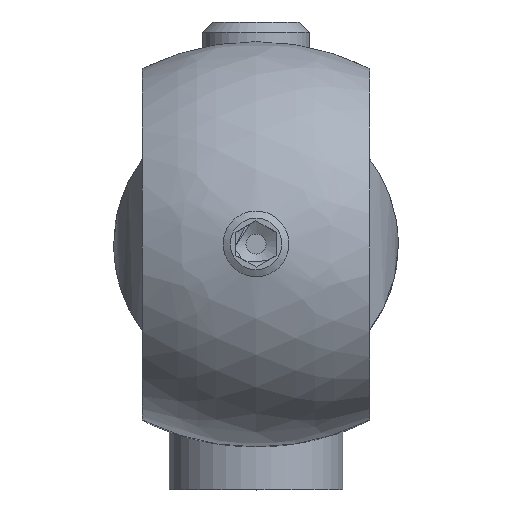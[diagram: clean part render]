
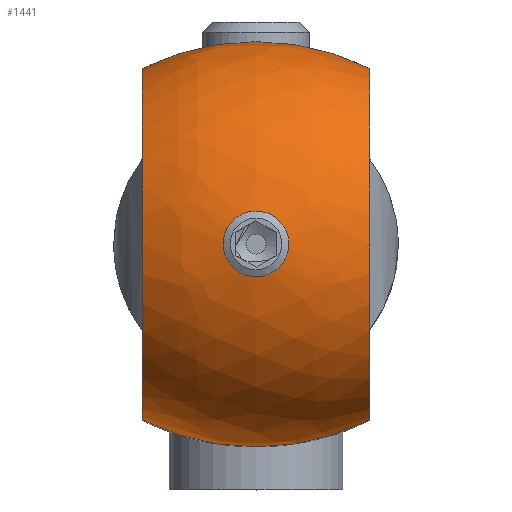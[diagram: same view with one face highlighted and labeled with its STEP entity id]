
A CAD part, top view. The second image highlights one B-rep face of the part: STEP entity #1441.
In plain terms, the highlighted free-form (B-spline) face has degree [2, 2] with [3, 5] control points.
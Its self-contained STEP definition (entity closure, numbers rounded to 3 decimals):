
#114=(
BOUNDED_SURFACE()
B_SPLINE_SURFACE(2,2,((#2854,#2855,#2856,#2857,#2858),(#2859,#2860,#2861,
#2862,#2863),(#2864,#2865,#2866,#2867,#2868)),.UNSPECIFIED.,.F.,.F.,.F.)
B_SPLINE_SURFACE_WITH_KNOTS((3,3),(3,2,3),(-0.464,0.464),
(-1.571,0.,1.571),.UNSPECIFIED.)
GEOMETRIC_REPRESENTATION_ITEM()
RATIONAL_B_SPLINE_SURFACE(((1.,0.707,1.,0.707,1.),
(0.894,0.632,0.894,0.632,
0.894),(1.,0.707,1.,0.707,1.)))
REPRESENTATION_ITEM('')
SURFACE()
);
#144=CIRCLE('',#1688,13.143);
#146=CIRCLE('',#1691,19.);
#147=CIRCLE('',#1692,19.);
#148=CIRCLE('',#1693,13.143);
#370=FACE_BOUND('',#538,.T.);
#401=B_SPLINE_CURVE_WITH_KNOTS('',3,(#2670,#2671,#2672,#2673,#2674,#2675,
#2676,#2677,#2678,#2679,#2680,#2681,#2682,#2683,#2684,#2685,#2686,#2687),
 .UNSPECIFIED.,.F.,.F.,(4,2,2,2,2,2,2,2,4),(-1.548,-1.545,
-1.539,-1.526,-1.466,-1.389,-1.295,
-1.198,-1.161),.UNSPECIFIED.);
#402=B_SPLINE_CURVE_WITH_KNOTS('',3,(#2688,#2689,#2690,#2691,#2692,#2693,
#2694,#2695,#2696,#2697,#2698,#2699,#2700,#2701,#2702,#2703,#2704,#2705,
#2706,#2707,#2708,#2709,#2710,#2711,#2712,#2713,#2714,#2715,#2716,#2717,
#2718,#2719,#2720,#2721,#2722,#2723,#2724,#2725,#2726,#2727,#2728,#2729,
#2730,#2731,#2732,#2733,#2734,#2735),.UNSPECIFIED.,.F.,.F.,(4,2,2,2,2,2,
2,2,2,2,2,2,2,2,2,2,2,2,2,2,2,2,2,4),(-1.161,-1.104,
-1.016,-0.936,-0.865,-0.819,
-0.79,-0.781,-0.775,-0.77,
-0.763,-0.749,-0.665,-0.592,
-0.497,-0.4,-0.307,-0.221,
-0.143,-0.075,-0.033,-0.013,
-0.005,0.),.UNSPECIFIED.);
#446=FACE_OUTER_BOUND('',#537,.T.);
#537=EDGE_LOOP('',(#1138,#1139,#1140,#1141));
#538=EDGE_LOOP('',(#1142,#1143));
#648=VERTEX_POINT('',#2667);
#649=VERTEX_POINT('',#2669);
#663=VERTEX_POINT('',#2803);
#664=VERTEX_POINT('',#2805);
#666=VERTEX_POINT('',#2812);
#669=VERTEX_POINT('',#2869);
#819=EDGE_CURVE('',#649,#648,#401,.T.);
#820=EDGE_CURVE('',#648,#649,#402,.T.);
#836=EDGE_CURVE('',#663,#664,#144,.T.);
#841=EDGE_CURVE('',#663,#666,#146,.T.);
#844=EDGE_CURVE('',#664,#669,#147,.T.);
#845=EDGE_CURVE('',#669,#666,#148,.T.);
#1138=ORIENTED_EDGE('',*,*,#844,.F.);
#1139=ORIENTED_EDGE('',*,*,#836,.F.);
#1140=ORIENTED_EDGE('',*,*,#841,.T.);
#1141=ORIENTED_EDGE('',*,*,#845,.F.);
#1142=ORIENTED_EDGE('',*,*,#819,.T.);
#1143=ORIENTED_EDGE('',*,*,#820,.T.);
#1441=ADVANCED_FACE('',(#446,#370),#114,.F.);
#1688=AXIS2_PLACEMENT_3D('',#2806,#1958,#1959);
#1691=AXIS2_PLACEMENT_3D('',#2814,#1967,#1968);
#1692=AXIS2_PLACEMENT_3D('',#2870,#1969,#1970);
#1693=AXIS2_PLACEMENT_3D('',#2871,#1971,#1972);
#1958=DIRECTION('center_axis',(0.,0.,-1.));
#1959=DIRECTION('ref_axis',(1.,0.,0.));
#1967=DIRECTION('center_axis',(1.,0.,0.));
#1968=DIRECTION('ref_axis',(0.,-0.894,0.447));
#1969=DIRECTION('center_axis',(-1.,0.,0.));
#1970=DIRECTION('ref_axis',(0.,0.894,0.447));
#1971=DIRECTION('center_axis',(0.,0.,1.));
#1972=DIRECTION('ref_axis',(1.,0.,0.));
#2667=CARTESIAN_POINT('',(38.299,-2.459,0.));
#2669=CARTESIAN_POINT('',(38.34,0.,-2.459));
#2670=CARTESIAN_POINT('Ctrl Pts',(38.34,0.,
-2.459));
#2671=CARTESIAN_POINT('Ctrl Pts',(38.34,-0.011,
-2.459));
#2672=CARTESIAN_POINT('Ctrl Pts',(38.34,-0.022,-2.458));
#2673=CARTESIAN_POINT('Ctrl Pts',(38.34,-0.054,
-2.458));
#2674=CARTESIAN_POINT('Ctrl Pts',(38.34,-0.076,-2.457));
#2675=CARTESIAN_POINT('Ctrl Pts',(38.34,-0.139,-2.455));
#2676=CARTESIAN_POINT('Ctrl Pts',(38.34,-0.18,-2.452));
#2677=CARTESIAN_POINT('Ctrl Pts',(38.339,-0.423,-2.43));
#2678=CARTESIAN_POINT('Ctrl Pts',(38.338,-0.62,-2.388));
#2679=CARTESIAN_POINT('Ctrl Pts',(38.333,-1.052,-2.237));
#2680=CARTESIAN_POINT('Ctrl Pts',(38.329,-1.28,-2.115));
#2681=CARTESIAN_POINT('Ctrl Pts',(38.32,-1.732,-1.772));
#2682=CARTESIAN_POINT('Ctrl Pts',(38.315,-1.942,-1.54));
#2683=CARTESIAN_POINT('Ctrl Pts',(38.305,-2.271,-0.997));
#2684=CARTESIAN_POINT('Ctrl Pts',(38.302,-2.382,-0.689));
#2685=CARTESIAN_POINT('Ctrl Pts',(38.3,-2.449,-0.246));
#2686=CARTESIAN_POINT('Ctrl Pts',(38.299,-2.459,-0.123));
#2687=CARTESIAN_POINT('Ctrl Pts',(38.299,-2.459,0.));
#2688=CARTESIAN_POINT('Ctrl Pts',(38.299,-2.459,0.));
#2689=CARTESIAN_POINT('Ctrl Pts',(38.299,-2.459,0.189));
#2690=CARTESIAN_POINT('Ctrl Pts',(38.3,-2.437,0.378));
#2691=CARTESIAN_POINT('Ctrl Pts',(38.304,-2.326,0.848));
#2692=CARTESIAN_POINT('Ctrl Pts',(38.307,-2.209,1.118));
#2693=CARTESIAN_POINT('Ctrl Pts',(38.316,-1.898,1.585));
#2694=CARTESIAN_POINT('Ctrl Pts',(38.321,-1.713,1.783));
#2695=CARTESIAN_POINT('Ctrl Pts',(38.329,-1.313,2.092));
#2696=CARTESIAN_POINT('Ctrl Pts',(38.332,-1.106,2.209));
#2697=CARTESIAN_POINT('Ctrl Pts',(38.337,-0.744,2.348));
#2698=CARTESIAN_POINT('Ctrl Pts',(38.338,-0.598,2.389));
#2699=CARTESIAN_POINT('Ctrl Pts',(38.339,-0.354,2.435));
#2700=CARTESIAN_POINT('Ctrl Pts',(38.34,-0.257,2.447));
#2701=CARTESIAN_POINT('Ctrl Pts',(38.34,-0.13,2.455));
#2702=CARTESIAN_POINT('Ctrl Pts',(38.34,-0.1,
2.457));
#2703=CARTESIAN_POINT('Ctrl Pts',(38.34,-0.051,
2.458));
#2704=CARTESIAN_POINT('Ctrl Pts',(38.34,-0.032,
2.458));
#2705=CARTESIAN_POINT('Ctrl Pts',(38.34,0.005,
2.459));
#2706=CARTESIAN_POINT('Ctrl Pts',(38.34,0.022,2.458));
#2707=CARTESIAN_POINT('Ctrl Pts',(38.34,0.062,2.458));
#2708=CARTESIAN_POINT('Ctrl Pts',(38.34,0.084,2.457));
#2709=CARTESIAN_POINT('Ctrl Pts',(38.34,0.154,2.454));
#2710=CARTESIAN_POINT('Ctrl Pts',(38.34,0.2,2.451));
#2711=CARTESIAN_POINT('Ctrl Pts',(38.339,0.526,2.418));
#2712=CARTESIAN_POINT('Ctrl Pts',(38.336,0.799,2.342));
#2713=CARTESIAN_POINT('Ctrl Pts',(38.33,1.272,2.118));
#2714=CARTESIAN_POINT('Ctrl Pts',(38.326,1.476,1.981));
#2715=CARTESIAN_POINT('Ctrl Pts',(38.316,1.89,1.604));
#2716=CARTESIAN_POINT('Ctrl Pts',(38.311,2.08,1.348));
#2717=CARTESIAN_POINT('Ctrl Pts',(38.303,2.358,0.769));
#2718=CARTESIAN_POINT('Ctrl Pts',(38.3,2.439,0.451));
#2719=CARTESIAN_POINT('Ctrl Pts',(38.299,2.471,-0.181));
#2720=CARTESIAN_POINT('Ctrl Pts',(38.3,2.429,-0.489));
#2721=CARTESIAN_POINT('Ctrl Pts',(38.306,2.24,-1.054));
#2722=CARTESIAN_POINT('Ctrl Pts',(38.31,2.102,-1.307));
#2723=CARTESIAN_POINT('Ctrl Pts',(38.319,1.76,-1.737));
#2724=CARTESIAN_POINT('Ctrl Pts',(38.324,1.565,-1.914));
#2725=CARTESIAN_POINT('Ctrl Pts',(38.331,1.157,-2.181));
#2726=CARTESIAN_POINT('Ctrl Pts',(38.334,0.951,-2.278));
#2727=CARTESIAN_POINT('Ctrl Pts',(38.338,0.602,-2.388));
#2728=CARTESIAN_POINT('Ctrl Pts',(38.339,0.464,-2.418));
#2729=CARTESIAN_POINT('Ctrl Pts',(38.34,0.261,-2.445));
#2730=CARTESIAN_POINT('Ctrl Pts',(38.34,0.196,-2.452));
#2731=CARTESIAN_POINT('Ctrl Pts',(38.34,0.105,-2.456));
#2732=CARTESIAN_POINT('Ctrl Pts',(38.34,0.08,-2.457));
#2733=CARTESIAN_POINT('Ctrl Pts',(38.34,0.036,-2.458));
#2734=CARTESIAN_POINT('Ctrl Pts',(38.34,0.018,-2.459));
#2735=CARTESIAN_POINT('Ctrl Pts',(38.34,0.,
-2.459));
#2803=CARTESIAN_POINT('',(23.35,13.143,-8.5));
#2805=CARTESIAN_POINT('',(23.35,-13.143,-8.5));
#2806=CARTESIAN_POINT('Origin',(23.35,0.,-8.5));
#2812=CARTESIAN_POINT('',(23.35,13.143,8.5));
#2814=CARTESIAN_POINT('Origin',(23.35,-3.85,0.));
#2854=CARTESIAN_POINT('Ctrl Pts',(23.35,-13.143,-8.5));
#2855=CARTESIAN_POINT('Ctrl Pts',(36.493,-13.143,-8.5));
#2856=CARTESIAN_POINT('Ctrl Pts',(36.493,0.,
-8.5));
#2857=CARTESIAN_POINT('Ctrl Pts',(36.493,13.143,-8.5));
#2858=CARTESIAN_POINT('Ctrl Pts',(23.35,13.143,-8.5));
#2859=CARTESIAN_POINT('Ctrl Pts',(23.35,-17.394,0.));
#2860=CARTESIAN_POINT('Ctrl Pts',(40.744,-17.394,0.));
#2861=CARTESIAN_POINT('Ctrl Pts',(40.744,0.,
0.));
#2862=CARTESIAN_POINT('Ctrl Pts',(40.744,17.394,0.));
#2863=CARTESIAN_POINT('Ctrl Pts',(23.35,17.394,0.));
#2864=CARTESIAN_POINT('Ctrl Pts',(23.35,-13.143,8.5));
#2865=CARTESIAN_POINT('Ctrl Pts',(36.493,-13.143,8.5));
#2866=CARTESIAN_POINT('Ctrl Pts',(36.493,0.,
8.5));
#2867=CARTESIAN_POINT('Ctrl Pts',(36.493,13.143,8.5));
#2868=CARTESIAN_POINT('Ctrl Pts',(23.35,13.143,8.5));
#2869=CARTESIAN_POINT('',(23.35,-13.143,8.5));
#2870=CARTESIAN_POINT('Origin',(23.35,3.85,0.));
#2871=CARTESIAN_POINT('Origin',(23.35,0.,8.5));
